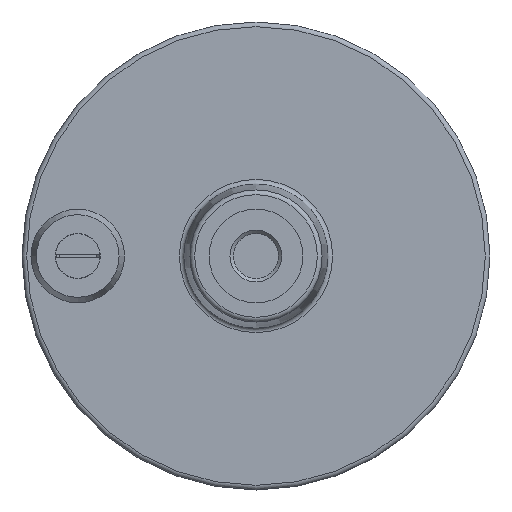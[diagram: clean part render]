
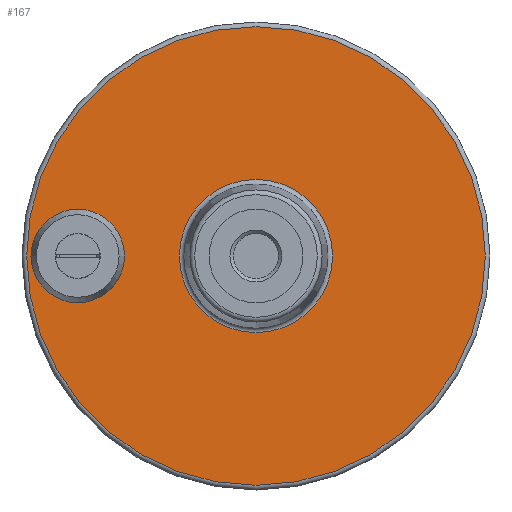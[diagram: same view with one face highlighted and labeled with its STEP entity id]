
A CAD part, front view. The second image highlights one B-rep face of the part: STEP entity #167.
In plain terms, the highlighted planar face has unit normal (0, -1, 0).
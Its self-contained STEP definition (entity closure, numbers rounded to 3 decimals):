
#167 = ADVANCED_FACE( '', ( #359, #360, #361 ), #362, .F. );
#359 = FACE_OUTER_BOUND( '', #563, .T. );
#360 = FACE_BOUND( '', #564, .T. );
#361 = FACE_BOUND( '', #565, .T. );
#362 = PLANE( '', #566 );
#563 = EDGE_LOOP( '', ( #933 ) );
#564 = EDGE_LOOP( '', ( #934 ) );
#565 = EDGE_LOOP( '', ( #935 ) );
#566 = AXIS2_PLACEMENT_3D( '', #936, #937, #938 );
#933 = ORIENTED_EDGE( '', *, *, #1089, .F. );
#934 = ORIENTED_EDGE( '', *, *, #1030, .F. );
#935 = ORIENTED_EDGE( '', *, *, #1019, .T. );
#936 = CARTESIAN_POINT( '', ( 27.091, -3., 0. ) );
#937 = DIRECTION( '', ( 0., 1., 0. ) );
#938 = DIRECTION( '', ( 0., 0., 1. ) );
#1019 = EDGE_CURVE( '', #1172, #1172, #1173, .T. );
#1030 = EDGE_CURVE( '', #1191, #1191, #1192, .F. );
#1089 = EDGE_CURVE( '', #1283, #1283, #1284, .T. );
#1172 = VERTEX_POINT( '', #1391 );
#1173 = CIRCLE( '', #1392, 20.409 );
#1191 = VERTEX_POINT( '', #1456 );
#1192 = CIRCLE( '', #1457, 12.456 );
#1283 = VERTEX_POINT( '', #1670 );
#1284 = CIRCLE( '', #1671, 61.104 );
#1391 = CARTESIAN_POINT( '', ( 47.5, -3., 20.409 ) );
#1392 = AXIS2_PLACEMENT_3D( '', #1836, #1837, #1838 );
#1456 = CARTESIAN_POINT( '', ( 0., -3., 12.456 ) );
#1457 = AXIS2_PLACEMENT_3D( '', #1853, #1854, #1855 );
#1670 = CARTESIAN_POINT( '', ( 47.5, -3., 61.104 ) );
#1671 = AXIS2_PLACEMENT_3D( '', #1929, #1930, #1931 );
#1836 = CARTESIAN_POINT( '', ( 47.5, -3., 0. ) );
#1837 = DIRECTION( '', ( 0., 1., 0. ) );
#1838 = DIRECTION( '', ( 0., 0., 1. ) );
#1853 = CARTESIAN_POINT( '', ( 0., -3., 0. ) );
#1854 = DIRECTION( '', ( 0., 1., 0. ) );
#1855 = DIRECTION( '', ( 0., 0., 1. ) );
#1929 = CARTESIAN_POINT( '', ( 47.5, -3., 0. ) );
#1930 = DIRECTION( '', ( 0., 1., 0. ) );
#1931 = DIRECTION( '', ( 0., 0., 1. ) );
